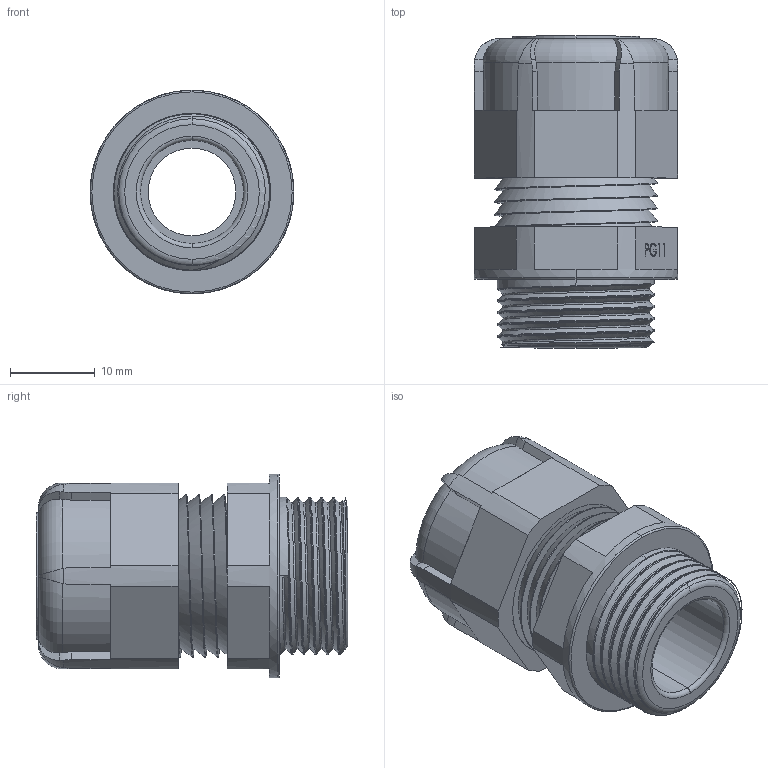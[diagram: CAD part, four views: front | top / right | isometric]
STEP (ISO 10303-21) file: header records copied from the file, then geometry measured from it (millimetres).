
FILE_DESCRIPTION (( 'STEP AP203' ), '1' );
FILE_NAME ('4911.STEP', '2024-10-04T15:00:48', ( '' ), ( '' ), 'SwSTEP 2.0', 'SolidWorks 2022', '' );
FILE_SCHEMA (( 'CONFIG_CONTROL_DESIGN' ));
Length unit declared in the file: millimetre
Products named in the file (1): 4911
Bounding box: 24.1 x 36.9 x 24.1 mm (x, y, z)
Volume: 8709.4 mm3; surface area: 5443.4 mm2
Topology: 1 solids, 1 shells, 291 faces, 797 edges, 527 vertices
Faces by surface type: plane 117, bspline 89, cylinder 59, torus 21, cone 5
Entity records: 17893 total; most frequent: CARTESIAN_POINT 11232, ORIENTED_EDGE 1590, DIRECTION 1013, EDGE_CURVE 795, VERTEX_POINT 523, VECTOR 369, LINE 369, AXIS2_PLACEMENT_3D 322
